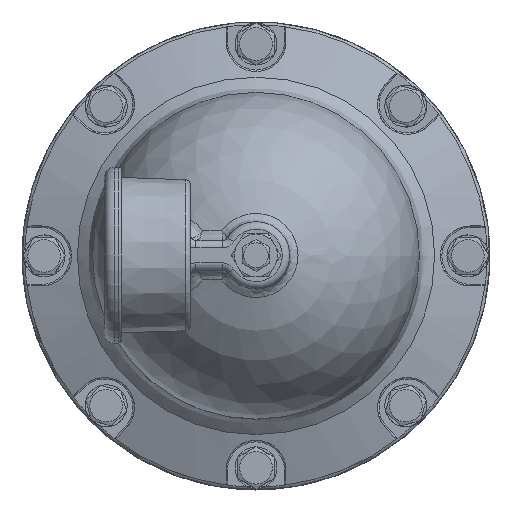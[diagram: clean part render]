
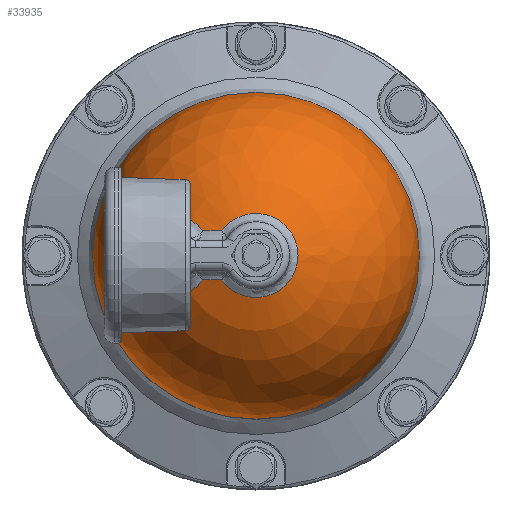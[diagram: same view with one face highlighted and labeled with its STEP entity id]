
A CAD part, top view. The second image highlights one B-rep face of the part: STEP entity #33935.
In plain terms, the highlighted spherical face has radius 55.435 mm.
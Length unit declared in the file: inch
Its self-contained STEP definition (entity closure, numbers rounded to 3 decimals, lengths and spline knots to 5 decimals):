
#24934=CARTESIAN_POINT('',(4.8694,-26.15533,3.89823));
#24935=VERTEX_POINT('',#24934);
#24936=CARTESIAN_POINT('',(2.6869,-26.15533,3.89823));
#24937=DIRECTION('',(0.0,0.0,1.0));
#24938=DIRECTION('',(-1.0,0.0,0.0));
#24939=AXIS2_PLACEMENT_3D('',#24936,#24937,#24938);
#24940=CIRCLE('',#24939,2.1825);
#24941=EDGE_CURVE('',#24935,#24935,#24940,.T.);
#31835=CARTESIAN_POINT('',(1.97328,-26.48283,5.93461));
#31836=VERTEX_POINT('',#31835);
#32011=CARTESIAN_POINT('',(2.2309,-26.48283,6.00729));
#32012=VERTEX_POINT('',#32011);
#32069=CARTESIAN_POINT('',(2.6869,-26.48283,3.89823));
#32070=DIRECTION('',(0.0,-1.,0.0));
#32071=DIRECTION('',(-0.289,0.0,0.957));
#32072=AXIS2_PLACEMENT_3D('',#32069,#32070,#32071);
#32073=CIRCLE('',#32072,2.15779);
#32074=EDGE_CURVE('',#32012,#31836,#32073,.T.);
#32184=CARTESIAN_POINT('',(0.95587,-26.15533,5.22746));
#32185=VERTEX_POINT('',#32184);
#32195=CARTESIAN_POINT('',(1.97328,-26.48283,5.93461));
#32196=CARTESIAN_POINT('',(1.92669,-26.5477,5.90785));
#32197=CARTESIAN_POINT('',(1.86698,-26.60082,5.87299));
#32198=CARTESIAN_POINT('',(1.80276,-26.63875,5.83419));
#32199=CARTESIAN_POINT('',(1.74555,-26.67254,5.79962));
#32200=CARTESIAN_POINT('',(1.68319,-26.69546,5.76098));
#32201=CARTESIAN_POINT('',(1.62048,-26.70718,5.72074));
#32202=CARTESIAN_POINT('',(1.58128,-26.71451,5.69559));
#32203=CARTESIAN_POINT('',(1.54215,-26.71756,5.66995));
#32204=CARTESIAN_POINT('',(1.50301,-26.71657,5.64373));
#32205=CARTESIAN_POINT('',(1.43584,-26.71486,5.59871));
#32206=CARTESIAN_POINT('',(1.36928,-26.70098,5.5523));
#32207=CARTESIAN_POINT('',(1.30747,-26.67607,5.50737));
#32208=CARTESIAN_POINT('',(1.20857,-26.63622,5.43549));
#32209=CARTESIAN_POINT('',(1.1179,-26.56708,5.36413));
#32210=CARTESIAN_POINT('',(1.05202,-26.46953,5.30954));
#32211=CARTESIAN_POINT('',(0.99323,-26.38247,5.26081));
#32212=CARTESIAN_POINT('',(0.95587,-26.27081,5.22746));
#32213=CARTESIAN_POINT('',(0.95587,-26.15533,5.22746));
#32214=B_SPLINE_CURVE_WITH_KNOTS('',3,(#32195,#32196,#32197,#32198,#32199,#32200,#32201,#32202,#32203,#32204,#32205,#32206,#32207,#32208,#32209,#32210,#32211,#32212,#32213),.UNSPECIFIED.,.F.,.U.,(4,3,3,3,3,3,4),(4.31623,4.58571,4.82582,4.97589,5.23345,5.64554,6.01334),.UNSPECIFIED.);
#32215=EDGE_CURVE('',#31836,#32185,#32214,.T.);
#33214=CARTESIAN_POINT('',(1.97328,-25.82784,5.93461));
#33215=VERTEX_POINT('',#33214);
#33390=CARTESIAN_POINT('',(2.2309,-25.82784,6.00729));
#33391=VERTEX_POINT('',#33390);
#33504=CARTESIAN_POINT('',(2.6869,-26.15533,6.00729));
#33505=DIRECTION('',(0.0,0.0,-1.));
#33506=DIRECTION('',(0.272,-0.962,0.0));
#33507=AXIS2_PLACEMENT_3D('',#33504,#33505,#33506);
#33508=CIRCLE('',#33507,0.56141);
#33509=EDGE_CURVE('',#33391,#32012,#33508,.T.);
#33547=CARTESIAN_POINT('',(2.6869,-25.82784,3.89823));
#33548=DIRECTION('',(0.0,-1.,0.0));
#33549=DIRECTION('',(-0.289,0.0,0.957));
#33550=AXIS2_PLACEMENT_3D('',#33547,#33548,#33549);
#33551=CIRCLE('',#33550,2.15779);
#33552=EDGE_CURVE('',#33391,#33215,#33551,.T.);
#33630=CARTESIAN_POINT('',(1.97328,-25.82784,5.93461));
#33631=CARTESIAN_POINT('',(1.92669,-25.76297,5.90785));
#33632=CARTESIAN_POINT('',(1.86698,-25.70984,5.87299));
#33633=CARTESIAN_POINT('',(1.80276,-25.67192,5.83419));
#33634=CARTESIAN_POINT('',(1.74555,-25.63813,5.79962));
#33635=CARTESIAN_POINT('',(1.68319,-25.61521,5.76098));
#33636=CARTESIAN_POINT('',(1.62048,-25.60349,5.72074));
#33637=CARTESIAN_POINT('',(1.58128,-25.59616,5.69559));
#33638=CARTESIAN_POINT('',(1.54215,-25.59311,5.66995));
#33639=CARTESIAN_POINT('',(1.50301,-25.5941,5.64373));
#33640=CARTESIAN_POINT('',(1.43584,-25.59581,5.59871));
#33641=CARTESIAN_POINT('',(1.36928,-25.60969,5.5523));
#33642=CARTESIAN_POINT('',(1.30747,-25.6346,5.50737));
#33643=CARTESIAN_POINT('',(1.20857,-25.67445,5.43549));
#33644=CARTESIAN_POINT('',(1.1179,-25.74359,5.36413));
#33645=CARTESIAN_POINT('',(1.05202,-25.84114,5.30954));
#33646=CARTESIAN_POINT('',(0.99323,-25.9282,5.26081));
#33647=CARTESIAN_POINT('',(0.95587,-26.03986,5.22746));
#33648=CARTESIAN_POINT('',(0.95587,-26.15533,5.22746));
#33649=B_SPLINE_CURVE_WITH_KNOTS('',3,(#33630,#33631,#33632,#33633,#33634,#33635,#33636,#33637,#33638,#33639,#33640,#33641,#33642,#33643,#33644,#33645,#33646,#33647,#33648),.UNSPECIFIED.,.F.,.U.,(4,3,3,3,3,3,4),(4.31623,4.58571,4.82582,4.97589,5.23345,5.64554,6.01334),.UNSPECIFIED.);
#33650=EDGE_CURVE('',#33215,#32185,#33649,.T.);
#33920=CARTESIAN_POINT('',(2.6869,-26.15533,3.89823));
#33921=DIRECTION('',(0.0,0.0,1.0));
#33922=DIRECTION('',(1.0,0.0,0.0));
#33923=AXIS2_PLACEMENT_3D('',#33920,#33921,#33922);
#33924=SPHERICAL_SURFACE('',#33923,2.1825);
#33925=ORIENTED_EDGE('',*,*,#24941,.T.);
#33926=EDGE_LOOP('',(#33925));
#33927=FACE_OUTER_BOUND('',#33926,.T.);
#33928=ORIENTED_EDGE('',*,*,#33509,.T.);
#33929=ORIENTED_EDGE('',*,*,#32074,.T.);
#33930=ORIENTED_EDGE('',*,*,#32215,.T.);
#33931=ORIENTED_EDGE('',*,*,#33650,.F.);
#33932=ORIENTED_EDGE('',*,*,#33552,.F.);
#33933=EDGE_LOOP('',(#33928,#33929,#33930,#33931,#33932));
#33934=FACE_BOUND('',#33933,.T.);
#33935=ADVANCED_FACE('',(#33927,#33934),#33924,.T.);
